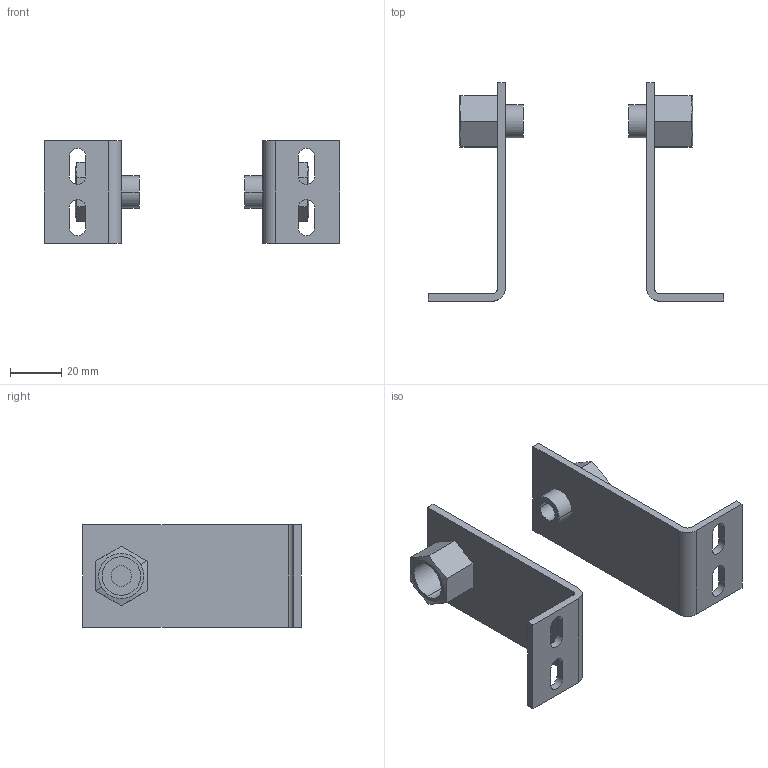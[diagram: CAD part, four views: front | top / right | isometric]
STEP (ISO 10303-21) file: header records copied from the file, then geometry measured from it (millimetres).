
FILE_DESCRIPTION((''),'2;1');
FILE_NAME('01_038_2.stp','2002-11-27T21:30:46',('Branislav Petkovic'),('AZ Pneumatica'),'AutoCAD STEP 2000i','AutoCAD 2000i','Via J. F. Kennedy, 26, 20020 Misinto (MI), ITALY');
FILE_SCHEMA(('CONFIG_CONTROL_DESIGN'));
Length unit declared in the file: millimetre
Products named in the file (3): 01_038_2; PART1; ~PART1
Assembly tree (2 placements, depth 2):
  01_038_2
    PART1
    ~PART1
Bounding box: 115 x 85 x 40 mm (x, y, z)
Surface area: 22947.7 mm2 (no closed solid volume)
Topology: 0 solids, 2 shells, 68 faces, 172 edges, 114 vertices
Faces by surface type: plane 42, cylinder 22, cone 4
Entity records: 2181 total; most frequent: CARTESIAN_POINT 381, DIRECTION 352, ORIENTED_EDGE 344, EDGE_CURVE 172, AXIS2_PLACEMENT_3D 121, VERTEX_POINT 114, VECTOR 110, LINE 110
